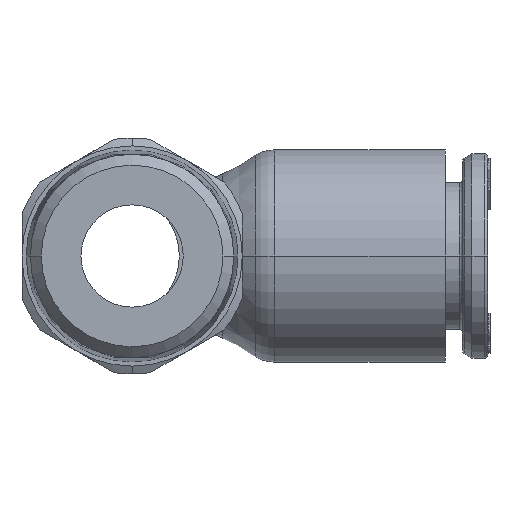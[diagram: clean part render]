
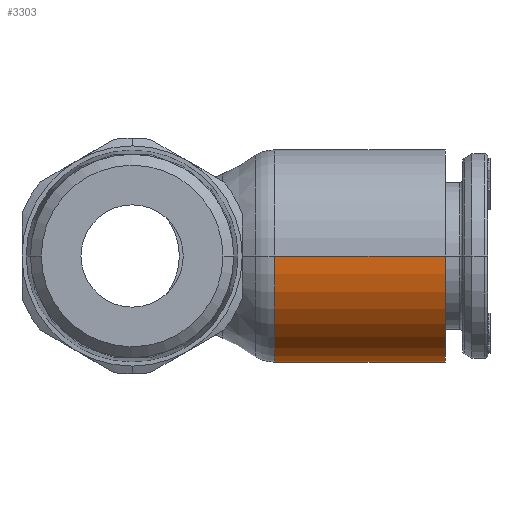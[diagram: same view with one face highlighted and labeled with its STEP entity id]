
A CAD part, left-side view. The second image highlights one B-rep face of the part: STEP entity #3303.
In plain terms, the highlighted cylindrical face has radius 6.75 mm (diameter 13.5 mm), a partial arc.
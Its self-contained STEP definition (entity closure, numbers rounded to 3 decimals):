
#3303=ADVANCED_FACE('',(#7176),#7177,.T.);
#7176=FACE_OUTER_BOUND('',#13713,.T.);
#7177=CYLINDRICAL_SURFACE('',#13714,6.75);
#13713=EDGE_LOOP('',(#24439,#24440,#24441,#24442));
#13714=AXIS2_PLACEMENT_3D('',#24443,#24444,#24445);
#24439=ORIENTED_EDGE('',*,*,#33216,.F.);
#24440=ORIENTED_EDGE('',*,*,#30164,.F.);
#24441=ORIENTED_EDGE('',*,*,#33217,.F.);
#24442=ORIENTED_EDGE('',*,*,#31685,.T.);
#24443=CARTESIAN_POINT('',(0.0,0.995,0.0));
#24444=DIRECTION('',(0.0,1.0,-0.0));
#24445=DIRECTION('',(-1.0,0.0,0.0));
#30164=EDGE_CURVE('',#35672,#35668,#35674,.T.);
#31685=EDGE_CURVE('',#38298,#38297,#38300,.T.);
#33216=EDGE_CURVE('',#35668,#38297,#40545,.T.);
#33217=EDGE_CURVE('',#38298,#35672,#40546,.T.);
#35668=VERTEX_POINT('',#43761);
#35672=VERTEX_POINT('',#43765);
#35674=CIRCLE('',#43767,6.75);
#38297=VERTEX_POINT('',#48800);
#38298=VERTEX_POINT('',#48801);
#38300=CIRCLE('',#48803,6.75);
#40545=LINE('',#53200,#53201);
#40546=LINE('',#53202,#53203);
#43761=CARTESIAN_POINT('',(-6.75,-9.07,0.0));
#43765=CARTESIAN_POINT('',(6.75,-9.07,0.));
#43767=AXIS2_PLACEMENT_3D('',#57928,#57929,#57930);
#48800=CARTESIAN_POINT('',(-6.75,-19.9,0.0));
#48801=CARTESIAN_POINT('',(6.75,-19.9,0.));
#48803=AXIS2_PLACEMENT_3D('',#59645,#59646,#59647);
#53200=CARTESIAN_POINT('',(-6.75,-14.485,0.));
#53201=VECTOR('',#61406,1.0);
#53202=CARTESIAN_POINT('',(6.75,-14.485,0.));
#53203=VECTOR('',#61407,1.0);
#57928=CARTESIAN_POINT('',(0.0,-9.07,0.0));
#57929=DIRECTION('',(-0.0,1.0,0.0));
#57930=DIRECTION('',(1.0,0.0,0.0));
#59645=CARTESIAN_POINT('',(0.0,-19.9,0.0));
#59646=DIRECTION('',(-0.0,1.0,0.0));
#59647=DIRECTION('',(1.0,0.0,0.0));
#61406=DIRECTION('',(-0.0,-1.0,-0.0));
#61407=DIRECTION('',(0.0,1.0,-0.0));
